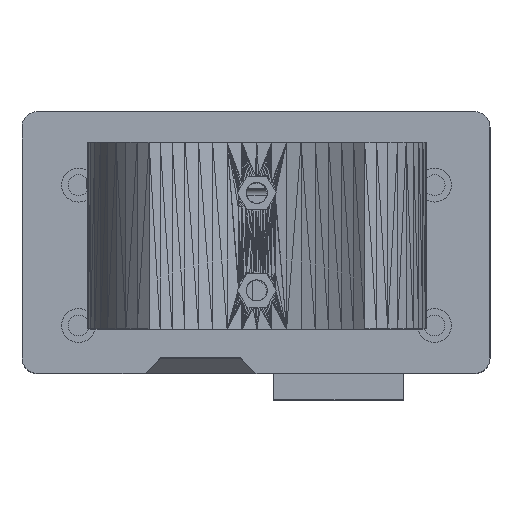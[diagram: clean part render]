
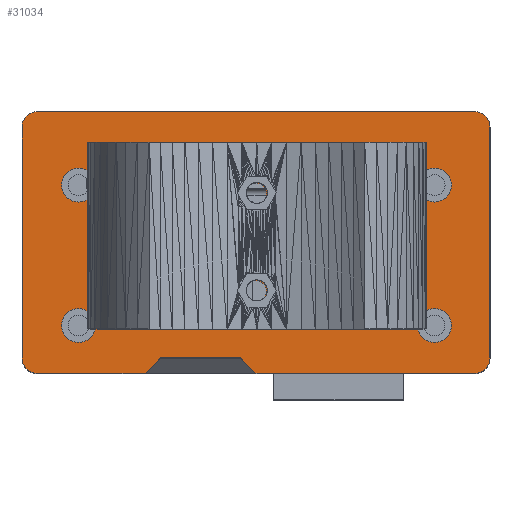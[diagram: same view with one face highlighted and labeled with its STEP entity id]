
A CAD part, top view. The second image highlights one B-rep face of the part: STEP entity #31034.
In plain terms, the highlighted planar face has unit normal (0, 0, 1).
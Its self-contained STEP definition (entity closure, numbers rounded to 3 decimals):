
#261=FACE_BOUND('',#12949,.T.);
#262=FACE_BOUND('',#12950,.T.);
#263=FACE_BOUND('',#12951,.T.);
#264=FACE_BOUND('',#12952,.T.);
#265=FACE_BOUND('',#12953,.T.);
#266=FACE_BOUND('',#12954,.T.);
#1060=PLANE('',#33179);
#3991=LINE('',#50262,#7956);
#3995=LINE('',#50274,#7960);
#3998=LINE('',#50280,#7963);
#4001=LINE('',#50286,#7966);
#4004=LINE('',#50292,#7969);
#4007=LINE('',#50298,#7972);
#4010=LINE('',#50304,#7975);
#4014=LINE('',#50316,#7979);
#4018=LINE('',#50328,#7983);
#7956=VECTOR('',#38647,10.);
#7960=VECTOR('',#38659,10.);
#7963=VECTOR('',#38664,10.);
#7966=VECTOR('',#38669,10.);
#7969=VECTOR('',#38674,10.);
#7972=VECTOR('',#38679,10.);
#7975=VECTOR('',#38684,10.);
#7979=VECTOR('',#38696,10.);
#7983=VECTOR('',#38708,10.);
#10981=FACE_OUTER_BOUND('',#12948,.T.);
#12948=EDGE_LOOP('',(#26232,#26233,#26234,#26235,#26236,#26237,#26238,#26239,
#26240,#26241,#26242,#26243,#26244));
#12949=EDGE_LOOP('',(#26245));
#12950=EDGE_LOOP('',(#26246));
#12951=EDGE_LOOP('',(#26247));
#12952=EDGE_LOOP('',(#26248));
#12953=EDGE_LOOP('',(#26249));
#12954=EDGE_LOOP('',(#26250));
#14079=CIRCLE('',#33098,1.7);
#14084=CIRCLE('',#33105,1.7);
#14105=CIRCLE('',#33151,2.75);
#14106=CIRCLE('',#33153,2.75);
#14107=CIRCLE('',#33155,2.75);
#14108=CIRCLE('',#33157,2.75);
#14110=CIRCLE('',#33161,2.5);
#14112=CIRCLE('',#33170,2.5);
#14114=CIRCLE('',#33174,2.5);
#14116=CIRCLE('',#33178,2.5);
#15794=VERTEX_POINT('',#50122);
#15799=VERTEX_POINT('',#50136);
#15828=VERTEX_POINT('',#50240);
#15829=VERTEX_POINT('',#50244);
#15830=VERTEX_POINT('',#50248);
#15831=VERTEX_POINT('',#50252);
#15834=VERTEX_POINT('',#50259);
#15835=VERTEX_POINT('',#50261);
#15837=VERTEX_POINT('',#50267);
#15839=VERTEX_POINT('',#50273);
#15841=VERTEX_POINT('',#50279);
#15843=VERTEX_POINT('',#50285);
#15845=VERTEX_POINT('',#50291);
#15847=VERTEX_POINT('',#50297);
#15849=VERTEX_POINT('',#50303);
#15851=VERTEX_POINT('',#50309);
#15853=VERTEX_POINT('',#50315);
#15855=VERTEX_POINT('',#50321);
#15857=VERTEX_POINT('',#50327);
#19288=EDGE_CURVE('',#15794,#15794,#14079,.T.);
#19295=EDGE_CURVE('',#15799,#15799,#14084,.T.);
#19344=EDGE_CURVE('',#15828,#15828,#14105,.T.);
#19346=EDGE_CURVE('',#15829,#15829,#14106,.T.);
#19348=EDGE_CURVE('',#15830,#15830,#14107,.T.);
#19350=EDGE_CURVE('',#15831,#15831,#14108,.T.);
#19354=EDGE_CURVE('',#15835,#15834,#3991,.T.);
#19357=EDGE_CURVE('',#15837,#15835,#14110,.T.);
#19360=EDGE_CURVE('',#15839,#15837,#3995,.T.);
#19363=EDGE_CURVE('',#15841,#15839,#3998,.T.);
#19366=EDGE_CURVE('',#15843,#15841,#4001,.T.);
#19369=EDGE_CURVE('',#15845,#15843,#4004,.T.);
#19372=EDGE_CURVE('',#15847,#15845,#4007,.T.);
#19375=EDGE_CURVE('',#15849,#15847,#4010,.T.);
#19378=EDGE_CURVE('',#15851,#15849,#14112,.T.);
#19381=EDGE_CURVE('',#15853,#15851,#4014,.T.);
#19384=EDGE_CURVE('',#15855,#15853,#14114,.T.);
#19387=EDGE_CURVE('',#15857,#15855,#4018,.T.);
#19390=EDGE_CURVE('',#15834,#15857,#14116,.T.);
#26232=ORIENTED_EDGE('',*,*,#19390,.T.);
#26233=ORIENTED_EDGE('',*,*,#19387,.T.);
#26234=ORIENTED_EDGE('',*,*,#19384,.T.);
#26235=ORIENTED_EDGE('',*,*,#19381,.T.);
#26236=ORIENTED_EDGE('',*,*,#19378,.T.);
#26237=ORIENTED_EDGE('',*,*,#19375,.T.);
#26238=ORIENTED_EDGE('',*,*,#19372,.T.);
#26239=ORIENTED_EDGE('',*,*,#19369,.T.);
#26240=ORIENTED_EDGE('',*,*,#19366,.T.);
#26241=ORIENTED_EDGE('',*,*,#19363,.T.);
#26242=ORIENTED_EDGE('',*,*,#19360,.T.);
#26243=ORIENTED_EDGE('',*,*,#19357,.T.);
#26244=ORIENTED_EDGE('',*,*,#19354,.T.);
#26245=ORIENTED_EDGE('',*,*,#19288,.T.);
#26246=ORIENTED_EDGE('',*,*,#19295,.T.);
#26247=ORIENTED_EDGE('',*,*,#19350,.T.);
#26248=ORIENTED_EDGE('',*,*,#19348,.T.);
#26249=ORIENTED_EDGE('',*,*,#19346,.T.);
#26250=ORIENTED_EDGE('',*,*,#19344,.T.);
#31034=ADVANCED_FACE('',(#10981,#261,#262,#263,#264,#265,#266),#1060,.T.);
#33098=AXIS2_PLACEMENT_3D('',#50124,#38489,#38490);
#33105=AXIS2_PLACEMENT_3D('',#50138,#38505,#38506);
#33151=AXIS2_PLACEMENT_3D('',#50241,#38625,#38626);
#33153=AXIS2_PLACEMENT_3D('',#50245,#38630,#38631);
#33155=AXIS2_PLACEMENT_3D('',#50249,#38635,#38636);
#33157=AXIS2_PLACEMENT_3D('',#50253,#38640,#38641);
#33161=AXIS2_PLACEMENT_3D('',#50268,#38653,#38654);
#33170=AXIS2_PLACEMENT_3D('',#50310,#38690,#38691);
#33174=AXIS2_PLACEMENT_3D('',#50322,#38702,#38703);
#33178=AXIS2_PLACEMENT_3D('',#50332,#38714,#38715);
#33179=AXIS2_PLACEMENT_3D('',#50333,#38716,#38717);
#38489=DIRECTION('center_axis',(0.,0.,-1.));
#38490=DIRECTION('ref_axis',(-1.,0.,0.));
#38505=DIRECTION('center_axis',(0.,0.,-1.));
#38506=DIRECTION('ref_axis',(-1.,0.,0.));
#38625=DIRECTION('center_axis',(0.,0.,-1.));
#38626=DIRECTION('ref_axis',(1.,0.,0.));
#38630=DIRECTION('center_axis',(0.,0.,-1.));
#38631=DIRECTION('ref_axis',(1.,0.,0.));
#38635=DIRECTION('center_axis',(0.,0.,-1.));
#38636=DIRECTION('ref_axis',(1.,0.,0.));
#38640=DIRECTION('center_axis',(0.,0.,-1.));
#38641=DIRECTION('ref_axis',(1.,0.,0.));
#38647=DIRECTION('',(0.,1.,0.));
#38653=DIRECTION('center_axis',(0.,0.,1.));
#38654=DIRECTION('ref_axis',(0.,-1.,0.));
#38659=DIRECTION('',(1.,0.,0.));
#38664=DIRECTION('',(0.707,-0.707,0.));
#38669=DIRECTION('',(0.707,-0.707,0.));
#38674=DIRECTION('',(1.,0.,0.));
#38679=DIRECTION('',(0.707,0.707,0.));
#38684=DIRECTION('',(1.,0.,0.));
#38690=DIRECTION('center_axis',(0.,0.,1.));
#38691=DIRECTION('ref_axis',(-1.,0.,0.));
#38696=DIRECTION('',(0.,-1.,0.));
#38702=DIRECTION('center_axis',(0.,0.,1.));
#38703=DIRECTION('ref_axis',(0.006,1.,0.));
#38708=DIRECTION('',(-1.,0.,0.));
#38714=DIRECTION('center_axis',(0.,0.,1.));
#38715=DIRECTION('ref_axis',(1.,0.,0.));
#38716=DIRECTION('center_axis',(0.,0.,1.));
#38717=DIRECTION('ref_axis',(1.,0.,0.));
#50122=CARTESIAN_POINT('',(-0.886,-51.172,14.5));
#50124=CARTESIAN_POINT('Origin',(-2.586,-51.172,14.5));
#50136=CARTESIAN_POINT('',(-0.886,-35.354,14.5));
#50138=CARTESIAN_POINT('Origin',(-2.586,-35.354,14.5));
#50240=CARTESIAN_POINT('',(23.673,-33.944,14.5));
#50241=CARTESIAN_POINT('Origin',(26.423,-33.944,14.5));
#50244=CARTESIAN_POINT('',(23.648,-56.744,14.5));
#50245=CARTESIAN_POINT('Origin',(26.398,-56.744,14.5));
#50248=CARTESIAN_POINT('',(-34.152,-56.746,14.5));
#50249=CARTESIAN_POINT('Origin',(-31.402,-56.746,14.5));
#50252=CARTESIAN_POINT('',(-34.15,-33.945,14.5));
#50253=CARTESIAN_POINT('Origin',(-31.4,-33.945,14.5));
#50259=CARTESIAN_POINT('',(35.414,-24.516,14.5));
#50261=CARTESIAN_POINT('',(35.414,-62.016,14.5));
#50262=CARTESIAN_POINT('',(35.414,-24.516,14.5));
#50267=CARTESIAN_POINT('',(32.914,-64.516,14.5));
#50268=CARTESIAN_POINT('Origin',(32.914,-62.016,14.5));
#50273=CARTESIAN_POINT('',(-2.586,-64.516,14.5));
#50274=CARTESIAN_POINT('',(32.914,-64.516,14.5));
#50279=CARTESIAN_POINT('',(-3.086,-64.016,14.5));
#50280=CARTESIAN_POINT('',(-3.086,-64.016,14.5));
#50285=CARTESIAN_POINT('',(-5.086,-62.016,14.5));
#50286=CARTESIAN_POINT('',(-5.086,-62.016,14.5));
#50291=CARTESIAN_POINT('',(-18.086,-62.016,14.5));
#50292=CARTESIAN_POINT('',(-18.086,-62.016,14.5));
#50297=CARTESIAN_POINT('',(-20.586,-64.516,14.5));
#50298=CARTESIAN_POINT('',(-20.586,-64.516,14.5));
#50303=CARTESIAN_POINT('',(-38.086,-64.516,14.5));
#50304=CARTESIAN_POINT('',(32.914,-64.516,14.5));
#50309=CARTESIAN_POINT('',(-40.586,-62.016,14.5));
#50310=CARTESIAN_POINT('Origin',(-38.086,-62.016,14.5));
#50315=CARTESIAN_POINT('',(-40.586,-24.504,14.5));
#50316=CARTESIAN_POINT('',(-40.586,-24.504,14.5));
#50321=CARTESIAN_POINT('',(-38.072,-22.016,14.5));
#50322=CARTESIAN_POINT('Origin',(-38.086,-24.516,14.5));
#50327=CARTESIAN_POINT('',(32.914,-22.016,14.5));
#50328=CARTESIAN_POINT('',(32.914,-22.016,14.5));
#50332=CARTESIAN_POINT('Origin',(32.914,-24.516,14.5));
#50333=CARTESIAN_POINT('Origin',(-2.586,-43.266,14.5));
